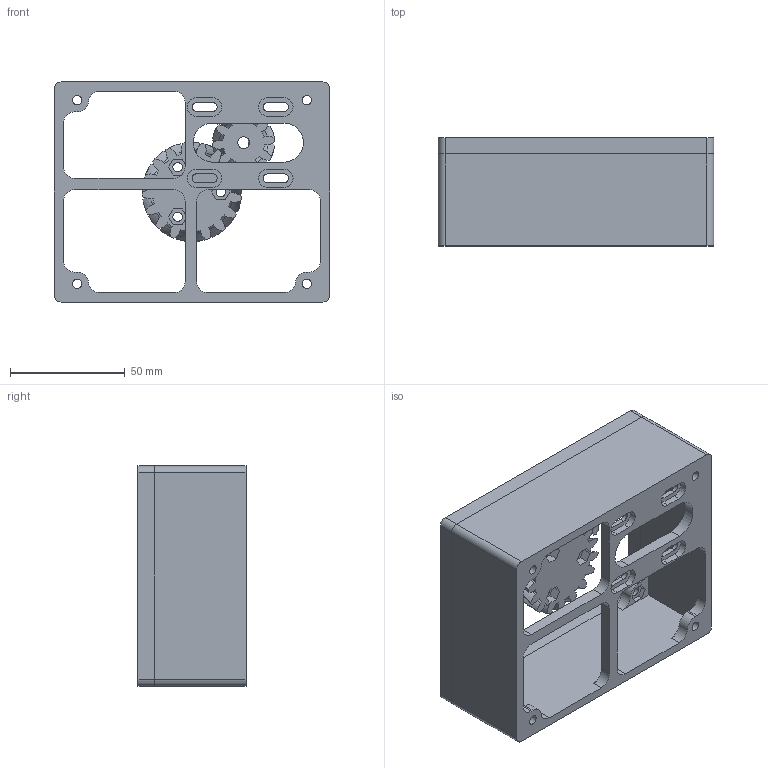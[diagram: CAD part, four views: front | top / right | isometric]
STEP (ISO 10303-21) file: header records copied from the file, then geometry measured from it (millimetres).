
FILE_DESCRIPTION(/* description */ (''),/* implementation_level */ '2;1');
FILE_NAME(/* name */ 'turn_box.step',/* time_stamp */ '2021-07-25T16:34:28+03:00',/* author */ (''),/* organization */ (''),/* preprocessor_version */ 'ST-DEVELOPER v18.1',/* originating_system */ 'Autodesk Translation Framework v10.9.0.1377',/* authorisation */ '');
FILE_SCHEMA (('AUTOMOTIVE_DESIGN { 1 0 10303 214 3 1 1 }'));
Length unit declared in the file: millimetre
Products named in the file (3): turn box; Healical Gear (17R@30.00); Healical Gear (10L@30.00)
Assembly tree (2 placements, depth 2):
  turn box
    Healical Gear (17R@30.00)
    Healical Gear (10L@30.00)
Bounding box: 120 x 47 x 95.75 mm (x, y, z)
Volume: 105638.7 mm3; surface area: 63920.2 mm2
Topology: 5 solids, 5 shells, 417 faces, 1182 edges, 788 vertices
Faces by surface type: plane 170, bspline 135, cylinder 112
Full cylindrical faces by diameter (mm): 4 x12, 4.1 x3, 5.1 x1, 41.817 x1
Entity records: 23326 total; most frequent: CARTESIAN_POINT 13167, ORIENTED_EDGE 2364, DIRECTION 1766, EDGE_CURVE 1182, VERTEX_POINT 788, LINE 632, VECTOR 632, AXIS2_PLACEMENT_3D 567
